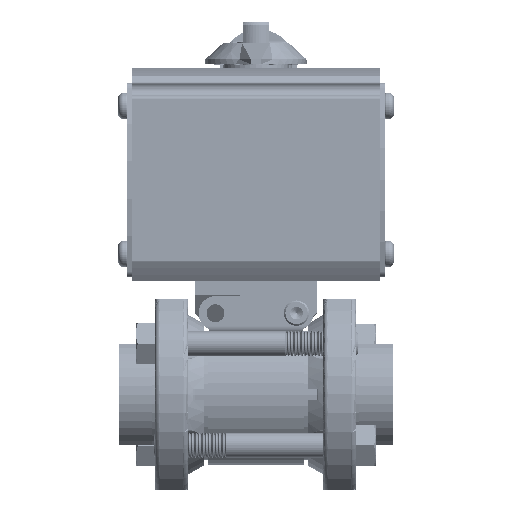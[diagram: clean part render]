
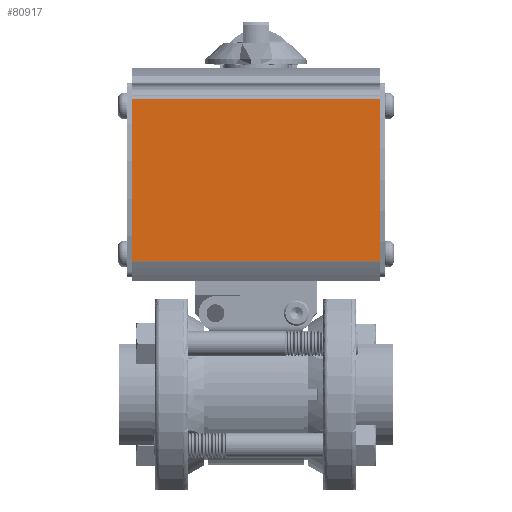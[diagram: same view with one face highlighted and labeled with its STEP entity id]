
A CAD part, top view. The second image highlights one B-rep face of the part: STEP entity #80917.
In plain terms, the highlighted planar face has unit normal (0, 0, 1).
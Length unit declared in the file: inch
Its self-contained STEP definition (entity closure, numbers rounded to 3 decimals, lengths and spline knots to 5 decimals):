
#438 = VECTOR ( 'NONE', #161255, 39.37008 ) ;
#24054 = VERTEX_POINT ( 'NONE', #76160 ) ;
#25287 = DIRECTION ( 'NONE',  ( 0., 0., -1. ) ) ;
#33185 = FACE_OUTER_BOUND ( 'NONE', #41272, .T. ) ;
#33717 = ORIENTED_EDGE ( 'NONE', *, *, #182083, .F. ) ;
#39021 = PLANE ( 'NONE',  #139660 ) ;
#41272 = EDGE_LOOP ( 'NONE', ( #33717, #179913, #110442, #178037 ) ) ;
#42125 = VECTOR ( 'NONE', #157491, 39.37008 ) ;
#58594 = CARTESIAN_POINT ( 'NONE',  ( -1.5275, 3.6544, 1.17 ) ) ;
#61753 = CARTESIAN_POINT ( 'NONE',  ( 1.5275, 3.6544, 1.17 ) ) ;
#62009 = VECTOR ( 'NONE', #63149, 39.37008 ) ;
#63149 = DIRECTION ( 'NONE',  ( 1., 0., 0. ) ) ;
#66431 = LINE ( 'NONE', #120318, #62009 ) ;
#76160 = CARTESIAN_POINT ( 'NONE',  ( 1.5275, 1.65287, 1.17 ) ) ;
#80917 = ADVANCED_FACE ( 'NONE', ( #33185 ), #39021, .F. ) ;
#90424 = CARTESIAN_POINT ( 'NONE',  ( -1.5275, 1.65287, 1.17 ) ) ;
#92886 = LINE ( 'NONE', #139118, #130686 ) ;
#94400 = VERTEX_POINT ( 'NONE', #131515 ) ;
#94945 = EDGE_CURVE ( 'NONE', #104705, #94400, #117685, .T. ) ;
#96080 = CARTESIAN_POINT ( 'NONE',  ( -5.04033, 3.6544, 1.17 ) ) ;
#104705 = VERTEX_POINT ( 'NONE', #90424 ) ;
#107558 = CARTESIAN_POINT ( 'NONE',  ( 1.5275, 3.64713, 1.17 ) ) ;
#110442 = ORIENTED_EDGE ( 'NONE', *, *, #94945, .F. ) ;
#111724 = EDGE_CURVE ( 'NONE', #122916, #94400, #92886, .T. ) ;
#113765 = LINE ( 'NONE', #61753, #438 ) ;
#117685 = LINE ( 'NONE', #58594, #42125 ) ;
#120318 = CARTESIAN_POINT ( 'NONE',  ( -5.04033, 1.65287, 1.17 ) ) ;
#122916 = VERTEX_POINT ( 'NONE', #107558 ) ;
#124704 = DIRECTION ( 'NONE',  ( 0., -1., 0. ) ) ;
#130686 = VECTOR ( 'NONE', #167136, 39.37008 ) ;
#131515 = CARTESIAN_POINT ( 'NONE',  ( -1.5275, 3.64713, 1.17 ) ) ;
#139118 = CARTESIAN_POINT ( 'NONE',  ( -5.04033, 3.64713, 1.17 ) ) ;
#139660 = AXIS2_PLACEMENT_3D ( 'NONE', #96080, #25287, #124704 ) ;
#152174 = EDGE_CURVE ( 'NONE', #104705, #24054, #66431, .T. ) ;
#157491 = DIRECTION ( 'NONE',  ( 0., 1., 0. ) ) ;
#161255 = DIRECTION ( 'NONE',  ( 0., -1., 0. ) ) ;
#167136 = DIRECTION ( 'NONE',  ( -1., 0., 0. ) ) ;
#178037 = ORIENTED_EDGE ( 'NONE', *, *, #152174, .T. ) ;
#179913 = ORIENTED_EDGE ( 'NONE', *, *, #111724, .T. ) ;
#182083 = EDGE_CURVE ( 'NONE', #122916, #24054, #113765, .T. ) ;
